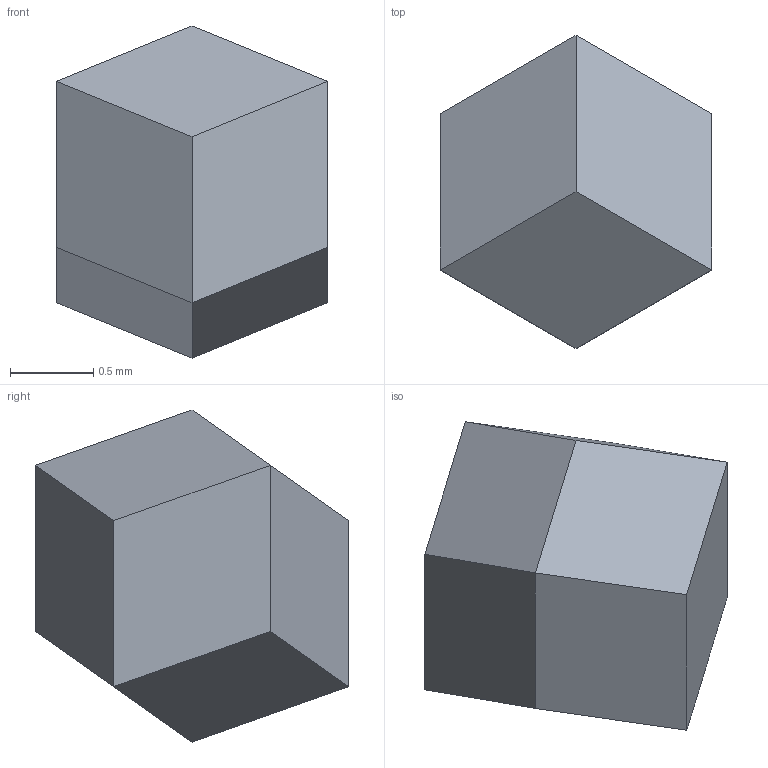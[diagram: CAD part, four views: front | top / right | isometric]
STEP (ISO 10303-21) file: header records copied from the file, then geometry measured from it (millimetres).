
FILE_DESCRIPTION(('Open CASCADE Model'),'2;1');
FILE_NAME('Open CASCADE Shape Model','2021-08-19T15:07:34',('Author'),( 'Open CASCADE'),'Open CASCADE STEP processor 7.4','Open CASCADE 7.4' ,'Unknown');
FILE_SCHEMA(('AUTOMOTIVE_DESIGN { 1 0 10303 214 1 1 1 1 }'));
Length unit declared in the file: millimetre
Products named in the file (1): Open CASCADE STEP translator 7.4 2
Bounding box: 1.63 x 1.89 x 2 mm (x, y, z)
Volume: 3.1 mm3; surface area: 11.3 mm2
Topology: 1 solids, 1 shells, 12 faces, 24 edges, 14 vertices
Faces by surface type: plane 12
Entity records: 622 total; most frequent: CARTESIAN_POINT 99, DIRECTION 98, LINE 72, VECTOR 72, ORIENTED_EDGE 48, PCURVE 48, DEFINITIONAL_REPRESENTATION 48, EDGE_CURVE 24
